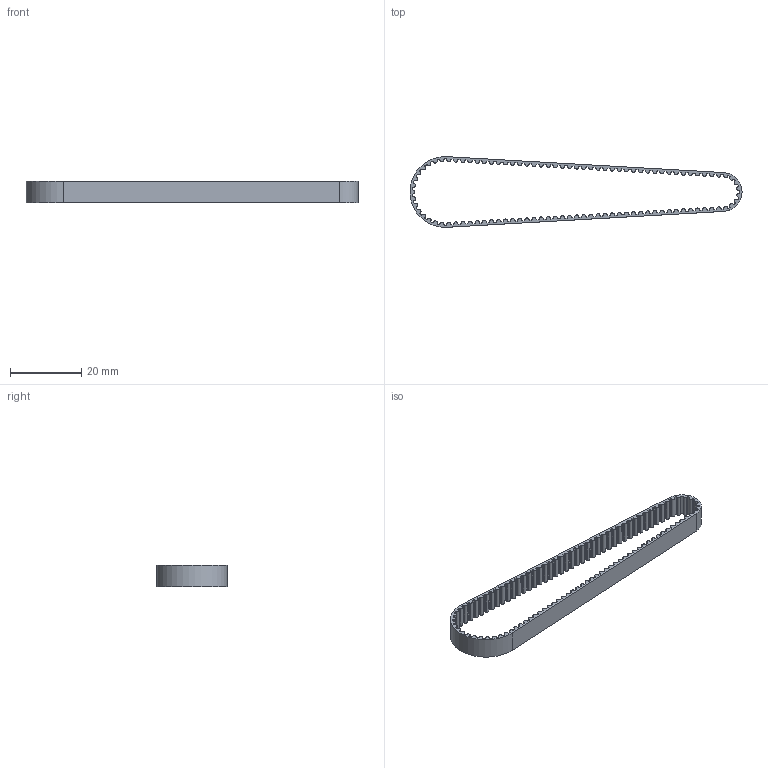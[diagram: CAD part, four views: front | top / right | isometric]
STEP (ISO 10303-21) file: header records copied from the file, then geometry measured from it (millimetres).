
FILE_DESCRIPTION(/* description */ (''),/* implementation_level */ '2;1');
FILE_NAME(/* name */ 'Timing Belt_v3.step',/* time_stamp */ '2022-05-10T16:52:09+01:00',/* author */ (''),/* organization */ (''),/* preprocessor_version */ 'ST-DEVELOPER v18.1',/* originating_system */ 'Autodesk Translation Framework v10.14.0.1471',/* authorisation */ '');
FILE_SCHEMA (('AUTOMOTIVE_DESIGN { 1 0 10303 214 3 1 1 }'));
Length unit declared in the file: millimetre
Products named in the file (1): Timing Belt
Bounding box: 93.24 x 19.82 x 6 mm (x, y, z)
Volume: 1204 mm3; surface area: 3335.5 mm2
Topology: 1 solids, 1 shells, 614 faces, 1836 edges, 1224 vertices
Faces by surface type: cylinder 532, plane 82
Entity records: 21321 total; most frequent: DIRECTION 4130, CARTESIAN_POINT 3675, ORIENTED_EDGE 3672, EDGE_CURVE 1836, AXIS2_PLACEMENT_3D 1679, VERTEX_POINT 1224, CIRCLE 1064, LINE 772
